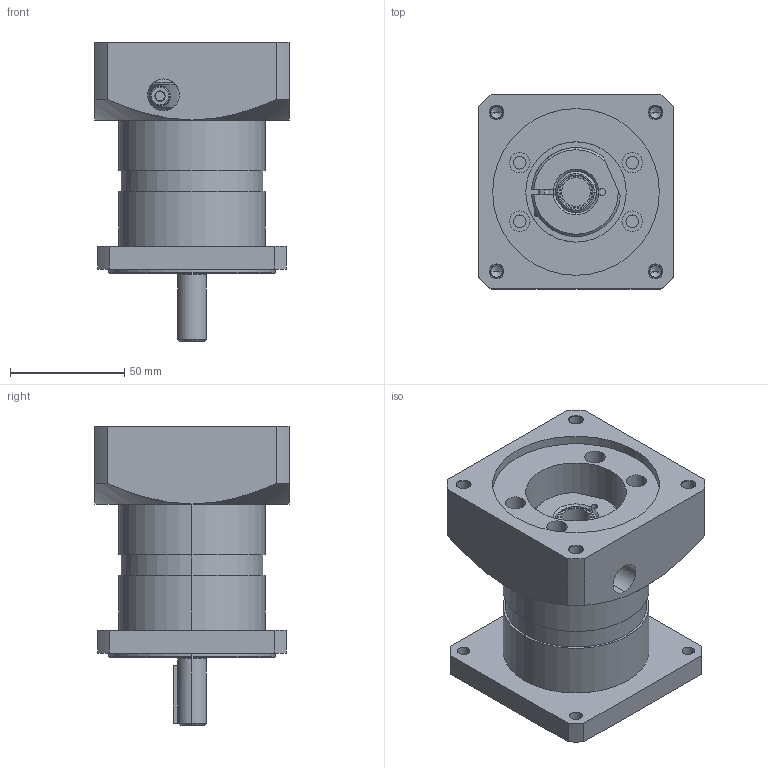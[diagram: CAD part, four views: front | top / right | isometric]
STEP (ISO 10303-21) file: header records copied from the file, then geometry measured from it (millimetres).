
FILE_DESCRIPTION (( 'STEP AP214' ), '1' );
FILE_NAME ('PGCN34-0550.STEP', '2015-02-17T18:20:37', ( '' ), ( '' ), 'SwSTEP 2.0', 'SolidWorks 2014', '' );
FILE_SCHEMA (( 'AUTOMOTIVE_DESIGN' ));
Length unit declared in the file: inch
Products named in the file (4): PGCN34-0550; Bushing_.5x14x20.5; PE-N34-I 14mm Input; N34-A06
Assembly tree (3 placements, depth 2):
  PGCN34-0550
    N34-A06
    PE-N34-I 14mm Input
    Bushing_.5x14x20.5
Bounding box: 85 x 85 x 131.05 mm (x, y, z)
Volume: 432520.7 mm3; surface area: 70879.7 mm2
Topology: 3 solids, 3 shells, 363 faces, 814 edges, 490 vertices
Faces by surface type: cylinder 142, cone 111, plane 106, torus 4
Entity records: 10855 total; most frequent: CARTESIAN_POINT 2450, DIRECTION 1863, ORIENTED_EDGE 1592, EDGE_CURVE 796, AXIS2_PLACEMENT_3D 767, VERTEX_POINT 490, EDGE_LOOP 440, CIRCLE 398
